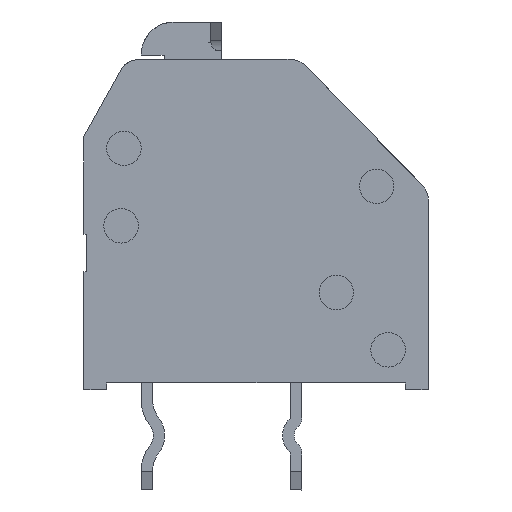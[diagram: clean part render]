
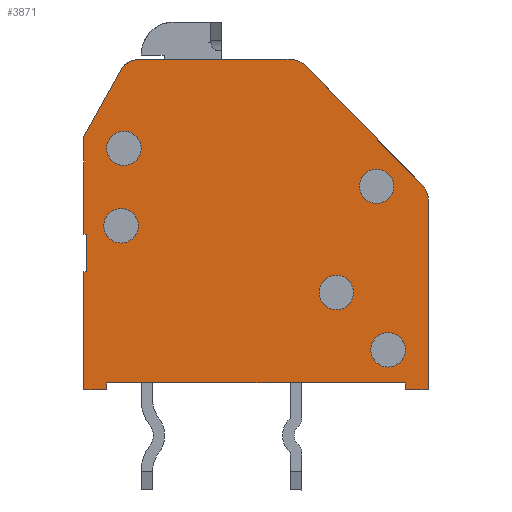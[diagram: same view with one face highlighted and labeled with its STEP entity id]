
A CAD part, left-side view. The second image highlights one B-rep face of the part: STEP entity #3871.
In plain terms, the highlighted face is planar.
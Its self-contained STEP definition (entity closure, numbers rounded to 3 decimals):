
#261=CIRCLE('',#4247,0.6);
#262=CIRCLE('',#4248,0.6);
#263=CIRCLE('',#4249,0.75);
#264=CIRCLE('',#4250,0.75);
#265=CIRCLE('',#4251,0.75);
#266=CIRCLE('',#4252,0.6);
#267=CIRCLE('',#4253,0.6);
#268=CIRCLE('',#4254,0.6);
#1207=ORIENTED_EDGE('',*,*,#1825,.T.);
#1208=ORIENTED_EDGE('',*,*,#1826,.T.);
#1209=ORIENTED_EDGE('',*,*,#1827,.T.);
#1210=ORIENTED_EDGE('',*,*,#1828,.T.);
#1211=ORIENTED_EDGE('',*,*,#1819,.T.);
#1212=ORIENTED_EDGE('',*,*,#1829,.T.);
#1213=ORIENTED_EDGE('',*,*,#1830,.T.);
#1214=ORIENTED_EDGE('',*,*,#1831,.T.);
#1215=ORIENTED_EDGE('',*,*,#1832,.T.);
#1216=ORIENTED_EDGE('',*,*,#1833,.T.);
#1217=ORIENTED_EDGE('',*,*,#1834,.T.);
#1218=ORIENTED_EDGE('',*,*,#1835,.T.);
#1219=ORIENTED_EDGE('',*,*,#1836,.T.);
#1220=ORIENTED_EDGE('',*,*,#1837,.T.);
#1221=ORIENTED_EDGE('',*,*,#1838,.T.);
#1222=ORIENTED_EDGE('',*,*,#1839,.T.);
#1223=ORIENTED_EDGE('',*,*,#1840,.T.);
#1224=ORIENTED_EDGE('',*,*,#1841,.T.);
#1225=ORIENTED_EDGE('',*,*,#1842,.T.);
#1226=ORIENTED_EDGE('',*,*,#1843,.T.);
#1227=ORIENTED_EDGE('',*,*,#1844,.T.);
#1228=ORIENTED_EDGE('',*,*,#1845,.T.);
#1819=EDGE_CURVE('',#2207,#2208,#2595,.T.);
#1825=EDGE_CURVE('',#2211,#2211,#261,.T.);
#1826=EDGE_CURVE('',#2212,#2212,#262,.T.);
#1827=EDGE_CURVE('',#2213,#2214,#2601,.T.);
#1828=EDGE_CURVE('',#2214,#2207,#263,.T.);
#1829=EDGE_CURVE('',#2208,#2215,#264,.T.);
#1830=EDGE_CURVE('',#2215,#2216,#2602,.T.);
#1831=EDGE_CURVE('',#2216,#2217,#2603,.T.);
#1832=EDGE_CURVE('',#2217,#2218,#2604,.T.);
#1833=EDGE_CURVE('',#2218,#2219,#2605,.T.);
#1834=EDGE_CURVE('',#2219,#2220,#2606,.T.);
#1835=EDGE_CURVE('',#2220,#2221,#2607,.T.);
#1836=EDGE_CURVE('',#2221,#2222,#2608,.T.);
#1837=EDGE_CURVE('',#2222,#2223,#2609,.T.);
#1838=EDGE_CURVE('',#2223,#2224,#2610,.T.);
#1839=EDGE_CURVE('',#2224,#2225,#2611,.T.);
#1840=EDGE_CURVE('',#2225,#2226,#2612,.T.);
#1841=EDGE_CURVE('',#2226,#2227,#2613,.T.);
#1842=EDGE_CURVE('',#2227,#2213,#265,.T.);
#1843=EDGE_CURVE('',#2228,#2228,#266,.T.);
#1844=EDGE_CURVE('',#2229,#2229,#267,.T.);
#1845=EDGE_CURVE('',#2230,#2230,#268,.T.);
#2207=VERTEX_POINT('',#6516);
#2208=VERTEX_POINT('',#6517);
#2211=VERTEX_POINT('',#6527);
#2212=VERTEX_POINT('',#6529);
#2213=VERTEX_POINT('',#6531);
#2214=VERTEX_POINT('',#6532);
#2215=VERTEX_POINT('',#6535);
#2216=VERTEX_POINT('',#6537);
#2217=VERTEX_POINT('',#6539);
#2218=VERTEX_POINT('',#6541);
#2219=VERTEX_POINT('',#6543);
#2220=VERTEX_POINT('',#6545);
#2221=VERTEX_POINT('',#6547);
#2222=VERTEX_POINT('',#6549);
#2223=VERTEX_POINT('',#6551);
#2224=VERTEX_POINT('',#6553);
#2225=VERTEX_POINT('',#6555);
#2226=VERTEX_POINT('',#6557);
#2227=VERTEX_POINT('',#6559);
#2228=VERTEX_POINT('',#6562);
#2229=VERTEX_POINT('',#6564);
#2230=VERTEX_POINT('',#6566);
#2595=LINE('',#6515,#3000);
#2601=LINE('',#6530,#3006);
#2602=LINE('',#6536,#3007);
#2603=LINE('',#6538,#3008);
#2604=LINE('',#6540,#3009);
#2605=LINE('',#6542,#3010);
#2606=LINE('',#6544,#3011);
#2607=LINE('',#6546,#3012);
#2608=LINE('',#6548,#3013);
#2609=LINE('',#6550,#3014);
#2610=LINE('',#6552,#3015);
#2611=LINE('',#6554,#3016);
#2612=LINE('',#6556,#3017);
#2613=LINE('',#6558,#3018);
#3000=VECTOR('',#5210,1000.);
#3006=VECTOR('',#5222,1000.);
#3007=VECTOR('',#5227,1000.);
#3008=VECTOR('',#5228,1000.);
#3009=VECTOR('',#5229,1000.);
#3010=VECTOR('',#5230,1000.);
#3011=VECTOR('',#5231,1000.);
#3012=VECTOR('',#5232,1000.);
#3013=VECTOR('',#5233,1000.);
#3014=VECTOR('',#5234,1000.);
#3015=VECTOR('',#5235,1000.);
#3016=VECTOR('',#5236,1000.);
#3017=VECTOR('',#5237,1000.);
#3018=VECTOR('',#5238,1000.);
#3254=EDGE_LOOP('',(#1207));
#3255=EDGE_LOOP('',(#1208));
#3256=EDGE_LOOP('',(#1209,#1210,#1211,#1212,#1213,#1214,#1215,#1216,#1217,
#1218,#1219,#1220,#1221,#1222,#1223,#1224,#1225));
#3257=EDGE_LOOP('',(#1226));
#3258=EDGE_LOOP('',(#1227));
#3259=EDGE_LOOP('',(#1228));
#3502=FACE_BOUND('',#3254,.T.);
#3503=FACE_BOUND('',#3255,.T.);
#3504=FACE_BOUND('',#3256,.T.);
#3505=FACE_BOUND('',#3257,.T.);
#3506=FACE_BOUND('',#3258,.T.);
#3507=FACE_BOUND('',#3259,.T.);
#3670=PLANE('',#4246);
#3871=ADVANCED_FACE('',(#3502,#3503,#3504,#3505,#3506,#3507),#3670,.T.);
#4246=AXIS2_PLACEMENT_3D('',#6525,#5216,#5217);
#4247=AXIS2_PLACEMENT_3D('',#6526,#5218,#5219);
#4248=AXIS2_PLACEMENT_3D('',#6528,#5220,#5221);
#4249=AXIS2_PLACEMENT_3D('',#6533,#5223,#5224);
#4250=AXIS2_PLACEMENT_3D('',#6534,#5225,#5226);
#4251=AXIS2_PLACEMENT_3D('',#6560,#5239,#5240);
#4252=AXIS2_PLACEMENT_3D('',#6561,#5241,#5242);
#4253=AXIS2_PLACEMENT_3D('',#6563,#5243,#5244);
#4254=AXIS2_PLACEMENT_3D('',#6565,#5245,#5246);
#5210=DIRECTION('',(0.,-1.,0.));
#5216=DIRECTION('',(1.,0.,0.));
#5217=DIRECTION('',(0.,0.,-1.));
#5218=DIRECTION('',(-1.,0.,0.));
#5219=DIRECTION('',(0.,1.,0.));
#5220=DIRECTION('',(-1.,0.,0.));
#5221=DIRECTION('',(0.,1.,0.));
#5222=DIRECTION('',(0.,-0.699,0.715));
#5223=DIRECTION('',(1.,0.,0.));
#5224=DIRECTION('',(0.,0.,-1.));
#5225=DIRECTION('',(1.,0.,0.));
#5226=DIRECTION('',(0.,0.,-1.));
#5227=DIRECTION('',(0.,-0.486,-0.874));
#5228=DIRECTION('',(0.,0.,-1.));
#5229=DIRECTION('',(0.,1.,0.));
#5230=DIRECTION('',(0.,0.,-1.));
#5231=DIRECTION('',(0.,-1.,0.));
#5232=DIRECTION('',(0.,0.,-1.));
#5233=DIRECTION('',(0.,1.,0.));
#5234=DIRECTION('',(0.,0.,1.));
#5235=DIRECTION('',(0.,1.,0.));
#5236=DIRECTION('',(0.,0.,-1.));
#5237=DIRECTION('',(0.,1.,0.));
#5238=DIRECTION('',(0.,0.,1.));
#5239=DIRECTION('',(1.,0.,0.));
#5240=DIRECTION('',(0.,0.,-1.));
#5241=DIRECTION('',(-1.,0.,0.));
#5242=DIRECTION('',(0.,1.,0.));
#5243=DIRECTION('',(-1.,0.,0.));
#5244=DIRECTION('',(0.,1.,0.));
#5245=DIRECTION('',(-1.,0.,0.));
#5246=DIRECTION('',(0.,1.,0.));
#6515=CARTESIAN_POINT('',(0.75,1.5,6.75));
#6516=CARTESIAN_POINT('',(0.75,1.185,6.75));
#6517=CARTESIAN_POINT('',(0.75,-4.059,6.75));
#6525=CARTESIAN_POINT('',(0.75,0.,0.));
#6526=CARTESIAN_POINT('',(0.75,4.2,2.33));
#6527=CARTESIAN_POINT('',(0.75,4.8,2.33));
#6528=CARTESIAN_POINT('',(0.75,-4.7,0.95));
#6529=CARTESIAN_POINT('',(0.75,-4.1,0.95));
#6530=CARTESIAN_POINT('',(0.75,6.,2.15));
#6531=CARTESIAN_POINT('',(0.75,5.786,2.369));
#6532=CARTESIAN_POINT('',(0.75,1.721,6.524));
#6533=CARTESIAN_POINT('',(0.75,1.185,6.));
#6534=CARTESIAN_POINT('',(0.75,-4.059,6.));
#6535=CARTESIAN_POINT('',(0.75,-4.714,6.364));
#6536=CARTESIAN_POINT('',(0.75,-4.5,6.75));
#6537=CARTESIAN_POINT('',(0.75,-6.,4.05));
#6538=CARTESIAN_POINT('',(0.75,-6.,4.05));
#6539=CARTESIAN_POINT('',(0.75,-6.,0.65));
#6540=CARTESIAN_POINT('',(0.75,-6.,0.65));
#6541=CARTESIAN_POINT('',(0.75,-5.9,0.65));
#6542=CARTESIAN_POINT('',(0.75,-5.9,0.65));
#6543=CARTESIAN_POINT('',(0.75,-5.9,-0.65));
#6544=CARTESIAN_POINT('',(0.75,-5.9,-0.65));
#6545=CARTESIAN_POINT('',(0.75,-6.,-0.65));
#6546=CARTESIAN_POINT('',(0.75,-6.,-0.65));
#6547=CARTESIAN_POINT('',(0.75,-6.,-4.75));
#6548=CARTESIAN_POINT('',(0.75,-6.,-4.75));
#6549=CARTESIAN_POINT('',(0.75,-5.2,-4.75));
#6550=CARTESIAN_POINT('',(0.75,-5.2,-4.75));
#6551=CARTESIAN_POINT('',(0.75,-5.2,-4.52));
#6552=CARTESIAN_POINT('',(0.75,-5.2,-4.52));
#6553=CARTESIAN_POINT('',(0.75,5.2,-4.52));
#6554=CARTESIAN_POINT('',(0.75,5.2,-4.52));
#6555=CARTESIAN_POINT('',(0.75,5.2,-4.75));
#6556=CARTESIAN_POINT('',(0.75,5.2,-4.75));
#6557=CARTESIAN_POINT('',(0.75,6.,-4.75));
#6558=CARTESIAN_POINT('',(0.75,6.,-4.75));
#6559=CARTESIAN_POINT('',(0.75,6.,1.844));
#6560=CARTESIAN_POINT('',(0.75,5.25,1.844));
#6561=CARTESIAN_POINT('',(0.75,-4.6,3.65));
#6562=CARTESIAN_POINT('',(0.75,-4.,3.65));
#6563=CARTESIAN_POINT('',(0.75,2.8,-1.37));
#6564=CARTESIAN_POINT('',(0.75,3.4,-1.37));
#6565=CARTESIAN_POINT('',(0.75,4.6,-3.37));
#6566=CARTESIAN_POINT('',(0.75,5.2,-3.37));
